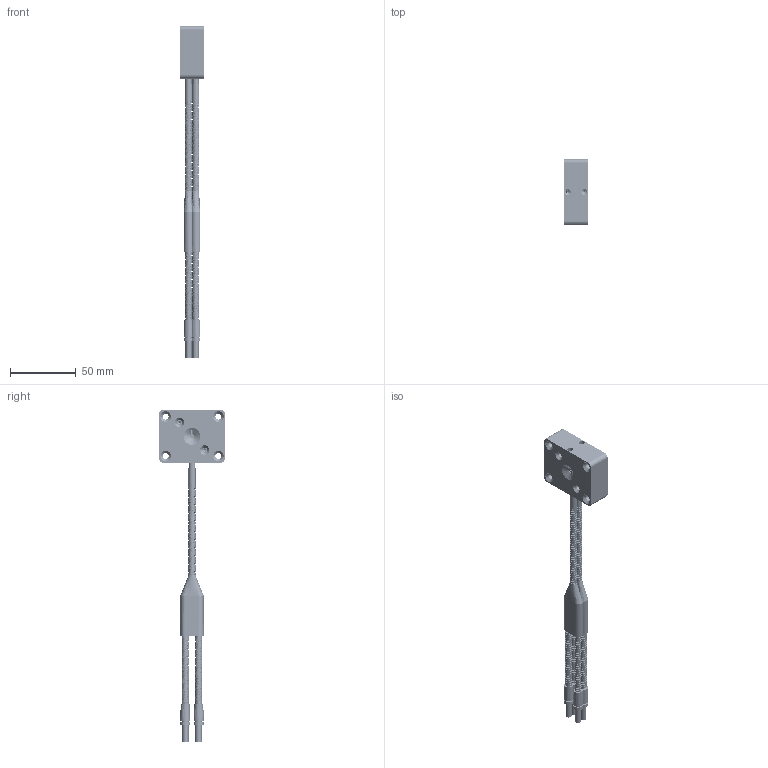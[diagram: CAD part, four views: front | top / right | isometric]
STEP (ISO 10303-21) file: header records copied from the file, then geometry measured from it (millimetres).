
FILE_DESCRIPTION((''),'2;1');
FILE_NAME('188749_ASM','2016-01-28T',('pdmadmin'),(''),'PRO/ENGINEER BY PARAMETRIC TECHNOLOGY CORPORATION, 2013230','PRO/ENGINEER BY PARAMETRIC TECHNOLOGY CORPORATION, 2013230','');
FILE_SCHEMA(('CONFIG_CONTROL_DESIGN'));
Length unit declared in the file: inch
Products named in the file (9): 133627; SS_TUBING_20_5MM; SHRINKTUBE_20X_25_ANY; SMETA_ANY; SS_TUBING_2O_5MM; COLLAR__29_ANY; TERMINUS_ANY; 21362_ASM; 188749_ASM
Assembly tree (13 placements, depth 3):
  188749_ASM
    133627  x2
    21362_ASM  x2
      SS_TUBING_20_5MM
      SHRINKTUBE_20X_25_ANY
      SMETA_ANY
      SS_TUBING_2O_5MM
      COLLAR__29_ANY
      TERMINUS_ANY
Bounding box: 18.03 x 50.04 x 251.74 mm (x, y, z)
Volume: 45565.5 mm3; surface area: 49936.5 mm2
Topology: 20 solids, 26 shells, 982 faces, 2094 edges, 1180 vertices
Faces by surface type: bspline 676, cylinder 160, plane 96, cone 48, sphere 2
Entity records: 62792 total; most frequent: CARTESIAN_POINT 55943, ORIENTED_EDGE 1516, DIRECTION 984, EDGE_CURVE 764, VERTEX_POINT 438, EDGE_LOOP 390, VECTOR 364, LINE 364
